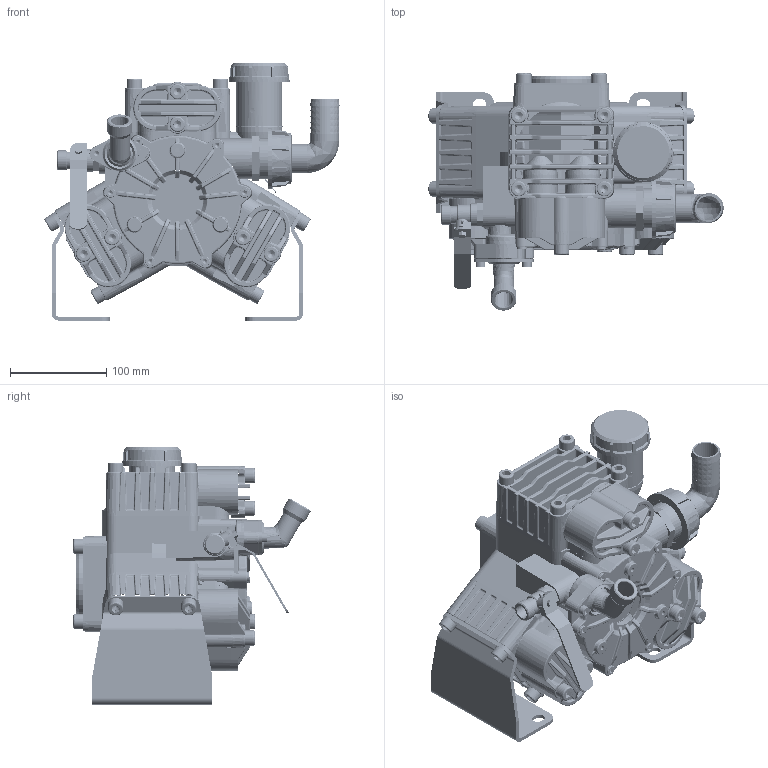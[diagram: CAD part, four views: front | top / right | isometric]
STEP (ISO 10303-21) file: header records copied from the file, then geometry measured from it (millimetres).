
FILE_DESCRIPTION (( 'STEP AP214' ), '1' );
FILE_NAME ('9915-D503.STEP', '2022-04-26T16:59:26', ( '' ), ( '' ), 'SwSTEP 2.0', 'SolidWorks 2017', '' );
FILE_SCHEMA (( 'AUTOMOTIVE_DESIGN' ));
Products named in the file (2): 9915-D503
Bounding box: 306.77 x 246.45 x 267 mm (x, y, z)
Surface area: 475142.8 mm2 (no closed solid volume)
Topology: 0 solids, 3591 shells, 3772 faces, 18905 edges, 18469 vertices
Faces by surface type: bspline 1238, cylinder 1169, plane 944, cone 352, torus 65, sphere 4
Entity records: 361359 total; most frequent: CARTESIAN_POINT 233150, DIRECTION 21500, ORIENTED_EDGE 18827, EDGE_CURVE 18645, VERTEX_POINT 18463, AXIS2_PLACEMENT_3D 7328, B_SPLINE_CURVE_WITH_KNOTS 6908, VECTOR 6844
